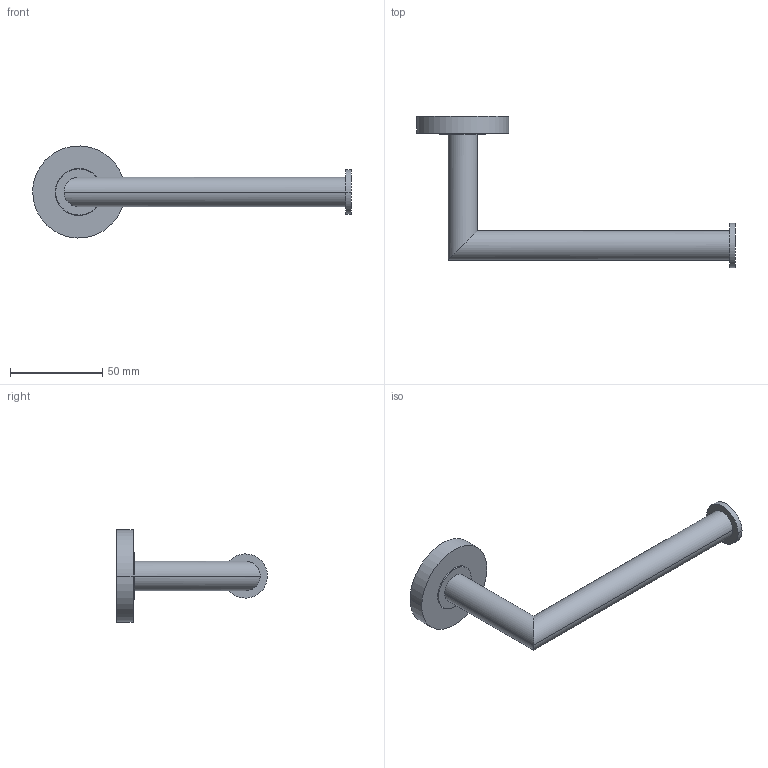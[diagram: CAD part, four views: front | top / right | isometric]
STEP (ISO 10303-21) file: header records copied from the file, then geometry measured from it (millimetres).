
FILE_DESCRIPTION(/* description */ (''),/* implementation_level */ '2;1');
FILE_NAME(/* name */ 'STEP - Mizu Drift Reversible Toilet Roll Holder',/* time_stamp */ '2023-11-02T16:37:29+11:00',/* author */ (''),/* organization */ (''),/* preprocessor_version */ 'ST-DEVELOPER v16.5',/* originating_system */ 'Rhino 7.23',/* authorisation */ '');
FILE_SCHEMA (('AUTOMOTIVE_DESIGN'));
Length unit declared in the file: millimetre
Products named in the file (6): 244851202_ASM; 244851202-1; 244851202-4; 244851202-3; 244851202-2; 8M
Assembly tree (5 placements, depth 2):
  244851202_ASM
    244851202-1
    244851202-4
    244851202-3
    244851202-2
    8M
Bounding box: 173 x 82 x 49.97 mm (x, y, z)
Volume: 25661.9 mm3; surface area: 32781.2 mm2
Topology: 5 solids, 5 shells, 179 faces, 435 edges, 273 vertices
Faces by surface type: cylinder 76, plane 53, bspline 50
Entity records: 9536 total; most frequent: CARTESIAN_POINT 6503, ORIENTED_EDGE 870, EDGE_CURVE 435, B_SPLINE_CURVE_WITH_KNOTS 292, VERTEX_POINT 273, EDGE_LOOP 198, ADVANCED_FACE 179, FACE_OUTER_BOUND 179
